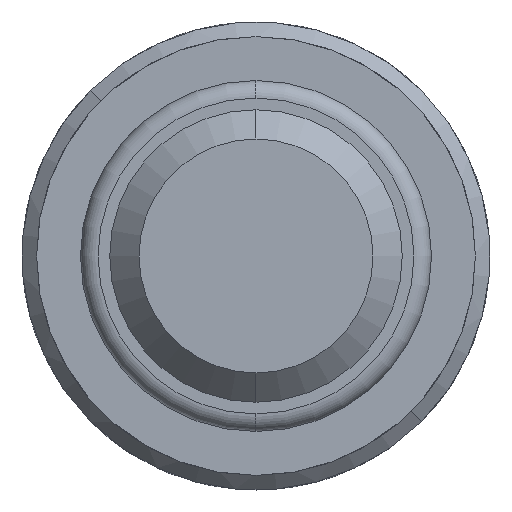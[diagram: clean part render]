
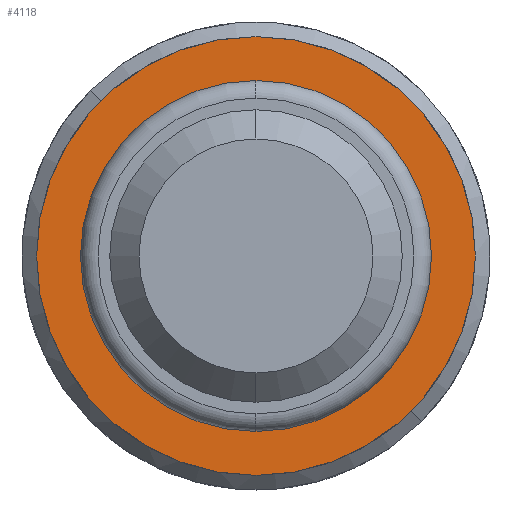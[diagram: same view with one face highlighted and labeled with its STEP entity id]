
A CAD part, front view. The second image highlights one B-rep face of the part: STEP entity #4118.
In plain terms, the highlighted planar face has unit normal (0, -1, 0).
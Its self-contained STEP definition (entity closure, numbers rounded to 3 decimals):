
#225 = PLANE ( 'NONE',  #3886 ) ;
#281 = CIRCLE ( 'NONE', #1715, 1.875 ) ;
#419 = DIRECTION ( 'NONE',  ( 0., 0., -1. ) ) ;
#543 = AXIS2_PLACEMENT_3D ( 'NONE', #4584, #1048, #2102 ) ;
#623 = CIRCLE ( 'NONE', #543, 1.5 ) ;
#672 = CARTESIAN_POINT ( 'NONE',  ( 0., 20., -1.5 ) ) ;
#1048 = DIRECTION ( 'NONE',  ( 0., -1., 0. ) ) ;
#1118 = CIRCLE ( 'NONE', #2065, 1.875 ) ;
#1335 = DIRECTION ( 'NONE',  ( 0., 0., -1. ) ) ;
#1419 = EDGE_CURVE ( 'Defeature ausgef�hrt3_5+Defeature ausgef�hrt3_6+Defeature ausgef�hrt3_6+Defeature ausgef�hrt3_6', #2514, #1488, #281, .T. ) ;
#1488 = VERTEX_POINT ( 'NONE', #4049 ) ;
#1525 = DIRECTION ( 'NONE',  ( 0., 0., -1. ) ) ;
#1574 = ORIENTED_EDGE ( 'NONE', *, *, #3089, .F. ) ;
#1669 = DIRECTION ( 'NONE',  ( 0., -1., 0. ) ) ;
#1715 = AXIS2_PLACEMENT_3D ( 'NONE', #4365, #2572, #1525 ) ;
#1880 = EDGE_CURVE ( 'Defeature ausgef�hrt3_4+Defeature ausgef�hrt3_5+Defeature ausgef�hrt3_5+Defeature ausgef�hrt3_5', #3997, #4163, #623, .T. ) ;
#1994 = DIRECTION ( 'NONE',  ( 0., 0., -1. ) ) ;
#2060 = ORIENTED_EDGE ( 'NONE', *, *, #1419, .T. ) ;
#2065 = AXIS2_PLACEMENT_3D ( 'NONE', #3301, #3272, #419 ) ;
#2102 = DIRECTION ( 'NONE',  ( 0., 0., -1. ) ) ;
#2205 = AXIS2_PLACEMENT_3D ( 'NONE', #4132, #1669, #1994 ) ;
#2337 = CARTESIAN_POINT ( 'NONE',  ( 0., 20., 1.875 ) ) ;
#2433 = ORIENTED_EDGE ( 'NONE', *, *, #1880, .F. ) ;
#2514 = VERTEX_POINT ( 'NONE', #2337 ) ;
#2572 = DIRECTION ( 'NONE',  ( 0., -1., 0. ) ) ;
#2737 = CARTESIAN_POINT ( 'NONE',  ( 1.5, 20., 0. ) ) ;
#2992 = EDGE_LOOP ( 'NONE', ( #1574, #2433 ) ) ;
#3040 = CARTESIAN_POINT ( 'NONE',  ( 0., 20., 1.5 ) ) ;
#3089 = EDGE_CURVE ( 'Defeature ausgef�hrt3_4+Defeature ausgef�hrt3_5+Defeature ausgef�hrt3_5+Defeature ausgef�hrt3_5', #4163, #3997, #3977, .T. ) ;
#3272 = DIRECTION ( 'NONE',  ( 0., -1., 0. ) ) ;
#3301 = CARTESIAN_POINT ( 'NONE',  ( 0., 20., 0. ) ) ;
#3340 = EDGE_CURVE ( 'Defeature ausgef�hrt3_5+Defeature ausgef�hrt3_6+Defeature ausgef�hrt3_6+Defeature ausgef�hrt3_6', #1488, #2514, #1118, .T. ) ;
#3517 = ORIENTED_EDGE ( 'NONE', *, *, #3340, .T. ) ;
#3582 = FACE_OUTER_BOUND ( 'NONE', #4626, .T. ) ;
#3809 = FACE_BOUND ( 'NONE', #2992, .T. ) ;
#3886 = AXIS2_PLACEMENT_3D ( 'NONE', #2737, #4587, #1335 ) ;
#3977 = CIRCLE ( 'NONE', #2205, 1.5 ) ;
#3997 = VERTEX_POINT ( 'NONE', #3040 ) ;
#4049 = CARTESIAN_POINT ( 'NONE',  ( 0., 20., -1.875 ) ) ;
#4118 = ADVANCED_FACE ( 'Defeature ausgef�hrt3_5', ( #3582, #3809 ), #225, .T. ) ;
#4132 = CARTESIAN_POINT ( 'NONE',  ( 0., 20., 0. ) ) ;
#4163 = VERTEX_POINT ( 'NONE', #672 ) ;
#4365 = CARTESIAN_POINT ( 'NONE',  ( 0., 20., 0. ) ) ;
#4584 = CARTESIAN_POINT ( 'NONE',  ( 0., 20., 0. ) ) ;
#4587 = DIRECTION ( 'NONE',  ( 0., -1., 0. ) ) ;
#4626 = EDGE_LOOP ( 'NONE', ( #3517, #2060 ) ) ;
